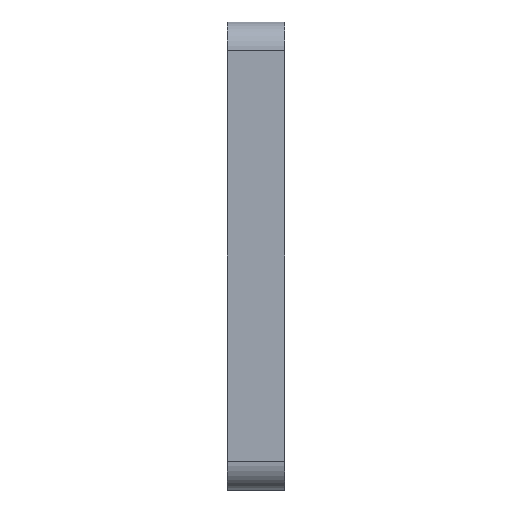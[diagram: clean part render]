
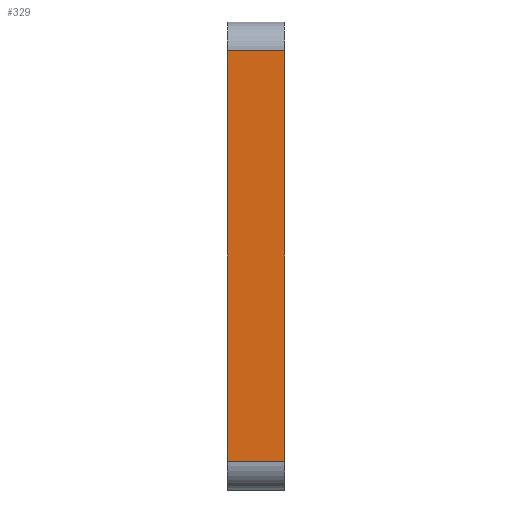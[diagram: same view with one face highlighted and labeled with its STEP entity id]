
A CAD part, left-side view. The second image highlights one B-rep face of the part: STEP entity #329.
In plain terms, the highlighted planar face has unit normal (-1, 0, 0).
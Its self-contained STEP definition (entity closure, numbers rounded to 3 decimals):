
#41 = EDGE_CURVE ( 'NONE', #362, #2306, #126, .T. ) ;
#126 = LINE ( 'NONE', #237, #140 ) ;
#140 = VECTOR ( 'NONE', #245, 1000. ) ;
#237 = CARTESIAN_POINT ( 'NONE',  ( -24.25, -3., -24.25 ) ) ;
#245 = DIRECTION ( 'NONE',  ( 0., 0., 1. ) ) ;
#329 = ADVANCED_FACE ( 'NONE', ( #1002 ), #3491, .F. ) ;
#362 = VERTEX_POINT ( 'NONE', #3358 ) ;
#567 = ORIENTED_EDGE ( 'NONE', *, *, #3804, .F. ) ;
#622 = VERTEX_POINT ( 'NONE', #2793 ) ;
#640 = LINE ( 'NONE', #2605, #1152 ) ;
#663 = ORIENTED_EDGE ( 'NONE', *, *, #3821, .T. ) ;
#815 = CARTESIAN_POINT ( 'NONE',  ( -24.25, 3., -21.25 ) ) ;
#845 = DIRECTION ( 'NONE',  ( 0., -1., 0. ) ) ;
#1000 = VERTEX_POINT ( 'NONE', #1261 ) ;
#1002 = FACE_OUTER_BOUND ( 'NONE', #3586, .T. ) ;
#1152 = VECTOR ( 'NONE', #2592, 1000. ) ;
#1261 = CARTESIAN_POINT ( 'NONE',  ( -24.25, 3., 21.25 ) ) ;
#1272 = LINE ( 'NONE', #2264, #3113 ) ;
#1278 = CARTESIAN_POINT ( 'NONE',  ( -24.25, -3., 21.25 ) ) ;
#2173 = LINE ( 'NONE', #815, #2920 ) ;
#2197 = ORIENTED_EDGE ( 'NONE', *, *, #41, .T. ) ;
#2264 = CARTESIAN_POINT ( 'NONE',  ( -24.25, 3., 21.25 ) ) ;
#2284 = DIRECTION ( 'NONE',  ( 0., 1., 0. ) ) ;
#2306 = VERTEX_POINT ( 'NONE', #1278 ) ;
#2312 = ORIENTED_EDGE ( 'NONE', *, *, #3490, .T. ) ;
#2592 = DIRECTION ( 'NONE',  ( 0., 0., 1. ) ) ;
#2605 = CARTESIAN_POINT ( 'NONE',  ( -24.25, 3., -24.25 ) ) ;
#2793 = CARTESIAN_POINT ( 'NONE',  ( -24.25, 3., -21.25 ) ) ;
#2920 = VECTOR ( 'NONE', #845, 1000. ) ;
#2943 = AXIS2_PLACEMENT_3D ( 'NONE', #3478, #3458, #3448 ) ;
#3113 = VECTOR ( 'NONE', #2284, 1000. ) ;
#3358 = CARTESIAN_POINT ( 'NONE',  ( -24.25, -3., -21.25 ) ) ;
#3448 = DIRECTION ( 'NONE',  ( 0., 0., -1. ) ) ;
#3458 = DIRECTION ( 'NONE',  ( 1., 0., 0. ) ) ;
#3478 = CARTESIAN_POINT ( 'NONE',  ( -24.25, 3., -24.25 ) ) ;
#3490 = EDGE_CURVE ( 'NONE', #622, #362, #2173, .T. ) ;
#3491 = PLANE ( 'NONE',  #2943 ) ;
#3586 = EDGE_LOOP ( 'NONE', ( #2197, #663, #567, #2312 ) ) ;
#3804 = EDGE_CURVE ( 'NONE', #622, #1000, #640, .T. ) ;
#3821 = EDGE_CURVE ( 'NONE', #2306, #1000, #1272, .T. ) ;
